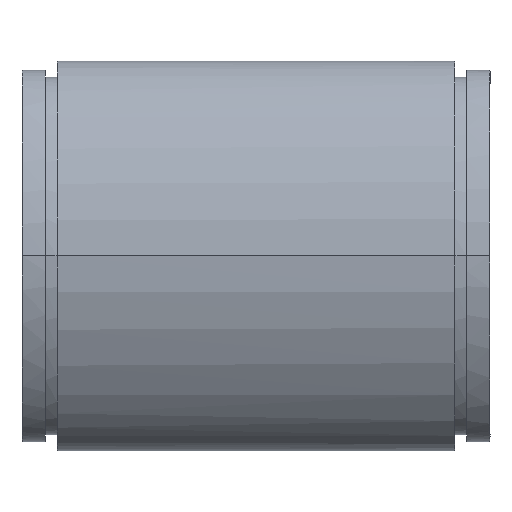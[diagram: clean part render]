
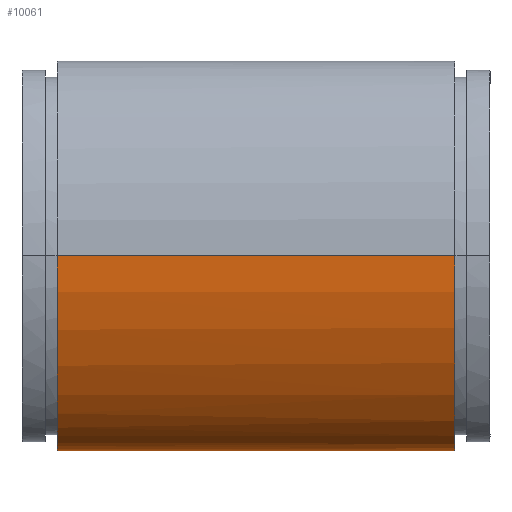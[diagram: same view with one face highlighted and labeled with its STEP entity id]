
A CAD part, top view. The second image highlights one B-rep face of the part: STEP entity #10061.
In plain terms, the highlighted free-form (B-spline) face has degree [3, 1] with [4, 2] control points.
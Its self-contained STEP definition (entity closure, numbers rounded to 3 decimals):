
#157 = B_SPLINE_SURFACE_WITH_KNOTS ( 'NONE', 3, 1, ( 
 ( #7432, #3440 ),
 ( #16176, #5019 ),
 ( #2368, #8512 ),
 ( #7270, #9934 ) ),
 .UNSPECIFIED., .F., .F., .F.,
 ( 4, 4 ),
 ( 2, 2 ),
 ( 0., 1. ),
 ( 0., 1. ),
 .UNSPECIFIED. ) ;
#1093 = ORIENTED_EDGE ( 'NONE', *, *, #11919, .F. ) ;
#2368 = CARTESIAN_POINT ( 'NONE',  ( 185., -36.667, 50. ) ) ;
#2647 = LINE ( 'NONE', #16235, #5206 ) ;
#3388 = EDGE_CURVE ( 'NONE', #10158, #10001, #2647, .T. ) ;
#3440 = CARTESIAN_POINT ( 'NONE',  ( 15., -83.333, 0. ) ) ;
#4199 = CARTESIAN_POINT ( 'NONE',  ( 15., -83.333, 0. ) ) ;
#5019 = CARTESIAN_POINT ( 'NONE',  ( 15., -83.333, 23.333 ) ) ;
#5206 = VECTOR ( 'NONE', #11466, 1000. ) ;
#5872 = VECTOR ( 'NONE', #12503, 1000. ) ;
#6020 = CARTESIAN_POINT ( 'NONE',  ( -194.365, 0., 50. ) ) ;
#6287 = CARTESIAN_POINT ( 'NONE',  ( 15., -36.667, 50. ) ) ;
#6385 = CARTESIAN_POINT ( 'NONE',  ( 15., 0., 50. ) ) ;
#6649 = VERTEX_POINT ( 'NONE', #6385 ) ;
#6903 = EDGE_CURVE ( 'NONE', #10158, #6649, #12374, .T. ) ;
#7270 = CARTESIAN_POINT ( 'NONE',  ( 185., 0., 50. ) ) ;
#7352 = FACE_OUTER_BOUND ( 'NONE', #15751, .T. ) ;
#7432 = CARTESIAN_POINT ( 'NONE',  ( 185., -83.333, 0. ) ) ;
#7450 = CARTESIAN_POINT ( 'NONE',  ( 15., -83.333, 23.333 ) ) ;
#7534 = VERTEX_POINT ( 'NONE', #14602 ) ;
#7598 = CARTESIAN_POINT ( 'NONE',  ( 185., -83.333, 0. ) ) ;
#8512 = CARTESIAN_POINT ( 'NONE',  ( 15., -36.667, 50. ) ) ;
#8613 = CARTESIAN_POINT ( 'NONE',  ( 15., -83.333, 0. ) ) ;
#9315 = CARTESIAN_POINT ( 'NONE',  ( 185., 0., 50. ) ) ;
#9633 = B_SPLINE_CURVE_WITH_KNOTS ( 'NONE', 3,
 ( #9315, #14002, #15729, #14474 ),
 .UNSPECIFIED., .F., .F.,
 ( 4, 4 ),
 ( 0., 1. ),
 .UNSPECIFIED. ) ;
#9934 = CARTESIAN_POINT ( 'NONE',  ( 15., 0., 50. ) ) ;
#10001 = VERTEX_POINT ( 'NONE', #7598 ) ;
#10061 = ADVANCED_FACE ( 'NONE', ( #7352 ), #157, .F. ) ;
#10063 = EDGE_CURVE ( 'NONE', #6649, #7534, #16346, .T. ) ;
#10158 = VERTEX_POINT ( 'NONE', #4199 ) ;
#11466 = DIRECTION ( 'NONE',  ( 1., 0., 0. ) ) ;
#11525 = CARTESIAN_POINT ( 'NONE',  ( 15., 0., 50. ) ) ;
#11919 = EDGE_CURVE ( 'NONE', #7534, #10001, #9633, .T. ) ;
#11931 = ORIENTED_EDGE ( 'NONE', *, *, #10063, .F. ) ;
#12374 = B_SPLINE_CURVE_WITH_KNOTS ( 'NONE', 3,
 ( #8613, #7450, #6287, #11525 ),
 .UNSPECIFIED., .F., .F.,
 ( 4, 4 ),
 ( 0., 1. ),
 .UNSPECIFIED. ) ;
#12503 = DIRECTION ( 'NONE',  ( 1., 0., 0. ) ) ;
#12844 = ORIENTED_EDGE ( 'NONE', *, *, #3388, .T. ) ;
#13725 = ORIENTED_EDGE ( 'NONE', *, *, #6903, .F. ) ;
#14002 = CARTESIAN_POINT ( 'NONE',  ( 185., -36.667, 50. ) ) ;
#14474 = CARTESIAN_POINT ( 'NONE',  ( 185., -83.333, 0. ) ) ;
#14602 = CARTESIAN_POINT ( 'NONE',  ( 185., 0., 50. ) ) ;
#15729 = CARTESIAN_POINT ( 'NONE',  ( 185., -83.333, 23.333 ) ) ;
#15751 = EDGE_LOOP ( 'NONE', ( #13725, #12844, #1093, #11931 ) ) ;
#16176 = CARTESIAN_POINT ( 'NONE',  ( 185., -83.333, 23.333 ) ) ;
#16235 = CARTESIAN_POINT ( 'NONE',  ( -194.365, -83.333, 0. ) ) ;
#16346 = LINE ( 'NONE', #6020, #5872 ) ;
